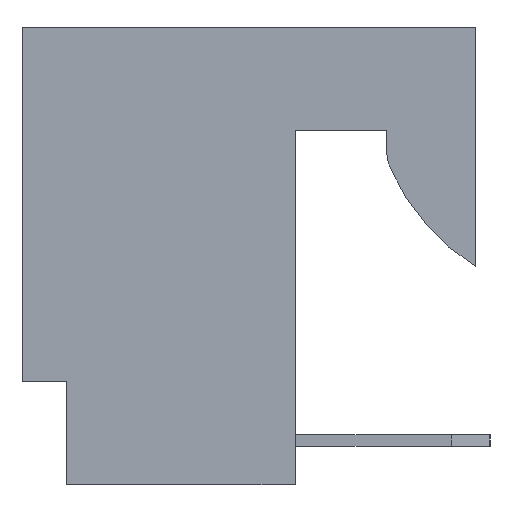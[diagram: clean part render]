
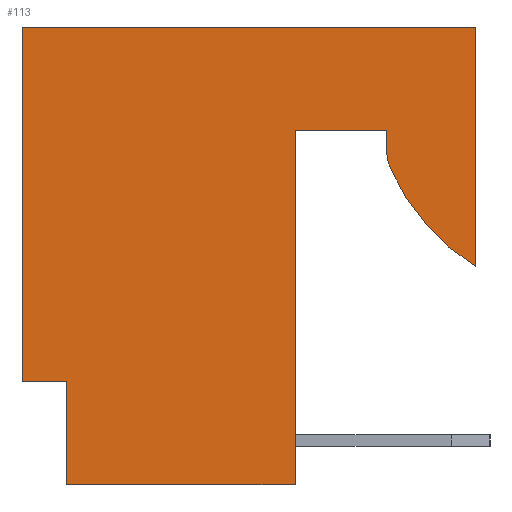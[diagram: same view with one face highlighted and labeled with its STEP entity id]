
A CAD part, left-side view. The second image highlights one B-rep face of the part: STEP entity #113.
In plain terms, the highlighted planar face has unit normal (-1, 0, 0).
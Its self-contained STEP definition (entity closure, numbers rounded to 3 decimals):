
#113=ADVANCED_FACE('',(#690),#691,.F.);
#690=FACE_OUTER_BOUND('',#1772,.T.);
#691=PLANE('',#1773);
#1772=EDGE_LOOP('',(#3054,#3055,#3056,#3057,#3058,#3059,#3060,#3061,#3062,#3063,#3064));
#1773=AXIS2_PLACEMENT_3D('',#3065,#3066,#3067);
#3054=ORIENTED_EDGE('',*,*,#7402,.F.);
#3055=ORIENTED_EDGE('',*,*,#7403,.F.);
#3056=ORIENTED_EDGE('',*,*,#7404,.F.);
#3057=ORIENTED_EDGE('',*,*,#7405,.F.);
#3058=ORIENTED_EDGE('',*,*,#7406,.F.);
#3059=ORIENTED_EDGE('',*,*,#7407,.F.);
#3060=ORIENTED_EDGE('',*,*,#7408,.F.);
#3061=ORIENTED_EDGE('',*,*,#7409,.F.);
#3062=ORIENTED_EDGE('',*,*,#7410,.F.);
#3063=ORIENTED_EDGE('',*,*,#7411,.F.);
#3064=ORIENTED_EDGE('',*,*,#7412,.F.);
#3065=CARTESIAN_POINT('',(-12.649,0.0,0.0));
#3066=DIRECTION('',(1.0,0.0,0.0));
#3067=DIRECTION('',(0.0,1.0,0.0));
#7402=EDGE_CURVE('',#9072,#9073,#9074,.T.);
#7403=EDGE_CURVE('',#9075,#9072,#9076,.T.);
#7404=EDGE_CURVE('',#9077,#9075,#9078,.T.);
#7405=EDGE_CURVE('',#9079,#9077,#9080,.T.);
#7406=EDGE_CURVE('',#9081,#9079,#9082,.T.);
#7407=EDGE_CURVE('',#9083,#9081,#9084,.T.);
#7408=EDGE_CURVE('',#9085,#9083,#9086,.T.);
#7409=EDGE_CURVE('',#9087,#9085,#9088,.T.);
#7410=EDGE_CURVE('',#9089,#9087,#9090,.T.);
#7411=EDGE_CURVE('',#9091,#9089,#9092,.T.);
#7412=EDGE_CURVE('',#9073,#9091,#9093,.T.);
#9072=VERTEX_POINT('',#11548);
#9073=VERTEX_POINT('',#11549);
#9074=LINE('',#11550,#11551);
#9075=VERTEX_POINT('',#11552);
#9076=LINE('',#11553,#11554);
#9077=VERTEX_POINT('',#11555);
#9078=LINE('',#11556,#11557);
#9079=VERTEX_POINT('',#11558);
#9080=LINE('',#11559,#11560);
#9081=VERTEX_POINT('',#11561);
#9082=LINE('',#11562,#11563);
#9083=VERTEX_POINT('',#11564);
#9084=LINE('',#11565,#11566);
#9085=VERTEX_POINT('',#11567);
#9086=LINE('',#11568,#11569);
#9087=VERTEX_POINT('',#11570);
#9088=LINE('',#11571,#11572);
#9089=VERTEX_POINT('',#11573);
#9090=CIRCLE('',#11574,0.762);
#9091=VERTEX_POINT('',#11575);
#9092=CIRCLE('',#11576,3.81);
#9093=LINE('',#11577,#11578);
#11548=CARTESIAN_POINT('',(-12.649,7.798,0.0));
#11549=CARTESIAN_POINT('',(-12.649,0.0,0.0));
#11550=CARTESIAN_POINT('',(-12.649,7.798,0.0));
#11551=VECTOR('',#15046,7.798);
#11552=CARTESIAN_POINT('',(-12.649,7.798,-6.096));
#11553=CARTESIAN_POINT('',(-12.649,7.798,-6.096));
#11554=VECTOR('',#15047,6.096);
#11555=CARTESIAN_POINT('',(-12.649,7.036,-6.096));
#11556=CARTESIAN_POINT('',(-12.649,7.036,-6.096));
#11557=VECTOR('',#15048,0.762);
#11558=CARTESIAN_POINT('',(-12.649,7.036,-7.874));
#11559=CARTESIAN_POINT('',(-12.649,7.036,-7.874));
#11560=VECTOR('',#15049,1.778);
#11561=CARTESIAN_POINT('',(-12.649,3.099,-7.874));
#11562=CARTESIAN_POINT('',(-12.649,3.099,-7.874));
#11563=VECTOR('',#15050,3.937);
#11564=CARTESIAN_POINT('',(-12.649,3.099,-1.778));
#11565=CARTESIAN_POINT('',(-12.649,3.099,-1.778));
#11566=VECTOR('',#15051,6.096);
#11567=CARTESIAN_POINT('',(-12.649,1.524,-1.778));
#11568=CARTESIAN_POINT('',(-12.649,1.524,-1.778));
#11569=VECTOR('',#15052,1.575);
#11570=CARTESIAN_POINT('',(-12.649,1.524,-2.125));
#11571=CARTESIAN_POINT('',(-12.649,1.524,-2.125));
#11572=VECTOR('',#15053,0.347);
#11573=CARTESIAN_POINT('',(-12.649,1.459,-2.434));
#11574=AXIS2_PLACEMENT_3D('',#15054,#15055,#15056);
#11575=CARTESIAN_POINT('',(-12.649,0.0,-4.117));
#11576=AXIS2_PLACEMENT_3D('',#15057,#15058,#15059);
#11577=CARTESIAN_POINT('',(-12.649,0.0,0.0));
#11578=VECTOR('',#15060,4.117);
#15046=DIRECTION('',(0.0,-1.0,0.0));
#15047=DIRECTION('',(0.0,0.0,1.0));
#15048=DIRECTION('',(0.0,1.0,0.0));
#15049=DIRECTION('',(0.0,0.0,1.0));
#15050=DIRECTION('',(0.0,1.0,0.0));
#15051=DIRECTION('',(0.0,0.0,-1.0));
#15052=DIRECTION('',(0.0,1.0,0.0));
#15053=DIRECTION('',(0.0,0.0,1.0));
#15054=CARTESIAN_POINT('',(-12.649,0.762,-2.125));
#15055=DIRECTION('',(1.0,0.0,0.0));
#15056=DIRECTION('',(0.0,0.914,-0.405));
#15057=CARTESIAN_POINT('',(-12.649,-2.024,-0.889));
#15058=DIRECTION('',(1.0,0.0,0.0));
#15059=DIRECTION('',(0.0,0.531,-0.847));
#15060=DIRECTION('',(0.0,0.0,-1.0));
